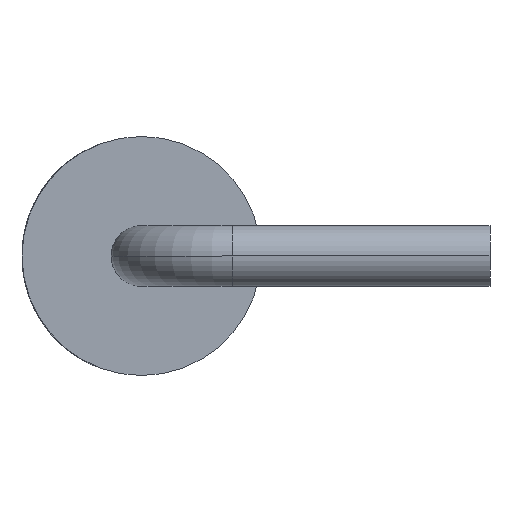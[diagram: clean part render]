
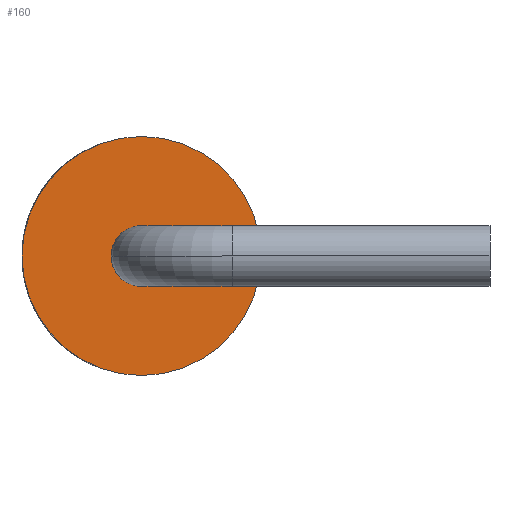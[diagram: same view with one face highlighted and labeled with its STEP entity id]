
A CAD part, left-side view. The second image highlights one B-rep face of the part: STEP entity #160.
In plain terms, the highlighted planar face has unit normal (-1, 0, 0).
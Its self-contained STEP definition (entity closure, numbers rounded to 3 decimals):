
#8 = CIRCLE ( 'NONE', #3140, 2.4 ) ;
#160 = ADVANCED_FACE ( 'NONE', ( #1114, #2448 ), #1429, .F. ) ;
#313 = DIRECTION ( 'NONE',  ( -1., 0., 0. ) ) ;
#351 = AXIS2_PLACEMENT_3D ( 'NONE', #4036, #4436, #3348 ) ;
#414 = DIRECTION ( 'NONE',  ( 0., 0., -1. ) ) ;
#445 = CARTESIAN_POINT ( 'NONE',  ( 4.655, 5.01, 0. ) ) ;
#658 = AXIS2_PLACEMENT_3D ( 'NONE', #3751, #1038, #4512 ) ;
#858 = CIRCLE ( 'NONE', #4228, 0.61 ) ;
#993 = ORIENTED_EDGE ( 'NONE', *, *, #3702, .F. ) ;
#1038 = DIRECTION ( 'NONE',  ( 1., 0., 0. ) ) ;
#1079 = CIRCLE ( 'NONE', #351, 0.61 ) ;
#1114 = FACE_BOUND ( 'NONE', #3443, .T. ) ;
#1237 = EDGE_CURVE ( 'NONE', #2698, #1360, #858, .T. ) ;
#1352 = EDGE_CURVE ( 'NONE', #1360, #2698, #1079, .T. ) ;
#1360 = VERTEX_POINT ( 'NONE', #3053 ) ;
#1364 = CARTESIAN_POINT ( 'NONE',  ( 4.655, 4.4, 0. ) ) ;
#1429 = PLANE ( 'NONE',  #2321 ) ;
#1461 = CIRCLE ( 'NONE', #658, 2.4 ) ;
#1762 = CARTESIAN_POINT ( 'NONE',  ( 4.655, 4.4, 0. ) ) ;
#1931 = ORIENTED_EDGE ( 'NONE', *, *, #1237, .F. ) ;
#2028 = CARTESIAN_POINT ( 'NONE',  ( 4.655, 4.4, -2.4 ) ) ;
#2150 = DIRECTION ( 'NONE',  ( 0., 0., -1. ) ) ;
#2321 = AXIS2_PLACEMENT_3D ( 'NONE', #3662, #2854, #2150 ) ;
#2448 = FACE_OUTER_BOUND ( 'NONE', #2949, .T. ) ;
#2698 = VERTEX_POINT ( 'NONE', #445 ) ;
#2854 = DIRECTION ( 'NONE',  ( 1., 0., 0. ) ) ;
#2949 = EDGE_LOOP ( 'NONE', ( #3667, #993 ) ) ;
#3053 = CARTESIAN_POINT ( 'NONE',  ( 4.655, 3.79, 0. ) ) ;
#3130 = DIRECTION ( 'NONE',  ( 0., 0., -1. ) ) ;
#3140 = AXIS2_PLACEMENT_3D ( 'NONE', #1762, #3910, #414 ) ;
#3348 = DIRECTION ( 'NONE',  ( 0., 0., -1. ) ) ;
#3443 = EDGE_LOOP ( 'NONE', ( #4180, #1931 ) ) ;
#3662 = CARTESIAN_POINT ( 'NONE',  ( 4.655, 4.4, 0. ) ) ;
#3667 = ORIENTED_EDGE ( 'NONE', *, *, #4058, .F. ) ;
#3702 = EDGE_CURVE ( 'NONE', #4312, #3984, #8, .T. ) ;
#3751 = CARTESIAN_POINT ( 'NONE',  ( 4.655, 4.4, 0. ) ) ;
#3910 = DIRECTION ( 'NONE',  ( 1., 0., 0. ) ) ;
#3984 = VERTEX_POINT ( 'NONE', #4316 ) ;
#4036 = CARTESIAN_POINT ( 'NONE',  ( 4.655, 4.4, 0. ) ) ;
#4058 = EDGE_CURVE ( 'NONE', #3984, #4312, #1461, .T. ) ;
#4180 = ORIENTED_EDGE ( 'NONE', *, *, #1352, .F. ) ;
#4228 = AXIS2_PLACEMENT_3D ( 'NONE', #1364, #313, #3130 ) ;
#4312 = VERTEX_POINT ( 'NONE', #2028 ) ;
#4316 = CARTESIAN_POINT ( 'NONE',  ( 4.655, 4.4, 2.4 ) ) ;
#4436 = DIRECTION ( 'NONE',  ( -1., 0., 0. ) ) ;
#4512 = DIRECTION ( 'NONE',  ( 0., 0., -1. ) ) ;
